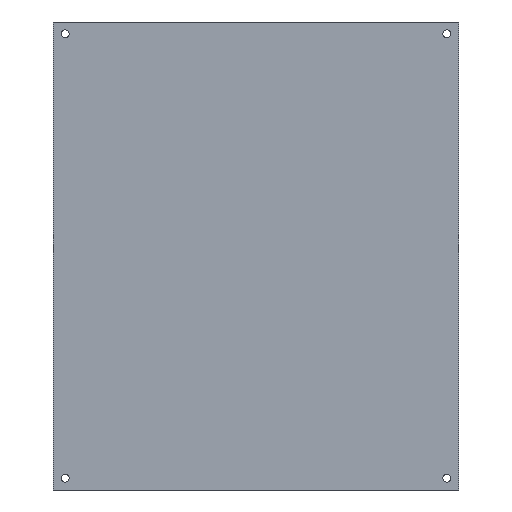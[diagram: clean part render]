
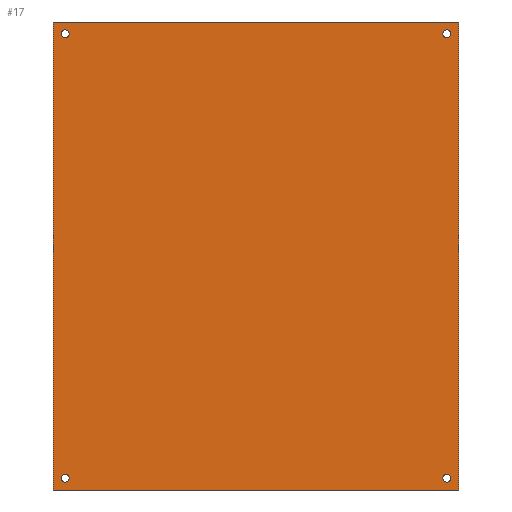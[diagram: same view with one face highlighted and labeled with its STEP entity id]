
A CAD part, front view. The second image highlights one B-rep face of the part: STEP entity #17.
In plain terms, the highlighted planar face has unit normal (0, -1, 0).
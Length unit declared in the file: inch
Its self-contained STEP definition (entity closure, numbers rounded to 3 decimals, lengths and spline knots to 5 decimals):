
#17 = ADVANCED_FACE ( 'NONE', ( #300, #302, #279, #301, #296 ), #55, .T. ) ;
#27 = CARTESIAN_POINT ( 'NONE',  ( 6.115, -0.1, -7. ) ) ;
#35 = CARTESIAN_POINT ( 'NONE',  ( -6.115, -0.1, -7.25 ) ) ;
#39 = CARTESIAN_POINT ( 'NONE',  ( -6.5, -0.1, 7.5 ) ) ;
#40 = CARTESIAN_POINT ( 'NONE',  ( 6.5, -0.1, -7.5 ) ) ;
#41 = CARTESIAN_POINT ( 'NONE',  ( -6.115, -0.1, -7. ) ) ;
#42 = CARTESIAN_POINT ( 'NONE',  ( 6.115, -0.1, 7.25 ) ) ;
#47 = CARTESIAN_POINT ( 'NONE',  ( -6.5, -0.1, -7.5 ) ) ;
#49 = DIRECTION ( 'NONE',  ( 0., 0., -1. ) ) ;
#50 = DIRECTION ( 'NONE',  ( 0., 1., 0. ) ) ;
#51 = CARTESIAN_POINT ( 'NONE',  ( 6.115, -0.1, 7. ) ) ;
#53 = CARTESIAN_POINT ( 'NONE',  ( 6.5, -0.1, 7.5 ) ) ;
#54 = DIRECTION ( 'NONE',  ( 0., 1., 0. ) ) ;
#55 = PLANE ( 'NONE',  #506 ) ;
#64 = DIRECTION ( 'NONE',  ( 0., -1., 0. ) ) ;
#89 = CARTESIAN_POINT ( 'NONE',  ( 6.115, -0.1, 7.125 ) ) ;
#90 = CARTESIAN_POINT ( 'NONE',  ( -6.115, -0.1, 7. ) ) ;
#104 = CARTESIAN_POINT ( 'NONE',  ( 6.115, -0.1, -7.25 ) ) ;
#106 = CARTESIAN_POINT ( 'NONE',  ( 6.5, -0.1, 7.5 ) ) ;
#109 = CARTESIAN_POINT ( 'NONE',  ( -6.115, -0.1, 7.25 ) ) ;
#112 = CARTESIAN_POINT ( 'NONE',  ( 6.5, -0.1, 7.5 ) ) ;
#113 = DIRECTION ( 'NONE',  ( 0., 0., 1. ) ) ;
#114 = DIRECTION ( 'NONE',  ( 1., 0., 0. ) ) ;
#116 = DIRECTION ( 'NONE',  ( 0., 0., -1. ) ) ;
#119 = CARTESIAN_POINT ( 'NONE',  ( 6.5, -0.1, -7.5 ) ) ;
#134 = CARTESIAN_POINT ( 'NONE',  ( -6.115, -0.1, -7.125 ) ) ;
#135 = DIRECTION ( 'NONE',  ( 0., 1., 0. ) ) ;
#136 = DIRECTION ( 'NONE',  ( 0., 0., 1. ) ) ;
#144 = CARTESIAN_POINT ( 'NONE',  ( 6.115, -0.1, -7.125 ) ) ;
#147 = DIRECTION ( 'NONE',  ( 0., 0., 1. ) ) ;
#152 = ORIENTED_EDGE ( 'NONE', *, *, #456, .F. ) ;
#156 = ORIENTED_EDGE ( 'NONE', *, *, #483, .T. ) ;
#157 = VERTEX_POINT ( 'NONE', #42 ) ;
#159 = ORIENTED_EDGE ( 'NONE', *, *, #482, .F. ) ;
#160 = ORIENTED_EDGE ( 'NONE', *, *, #462, .T. ) ;
#163 = ORIENTED_EDGE ( 'NONE', *, *, #480, .F. ) ;
#164 = VERTEX_POINT ( 'NONE', #51 ) ;
#167 = ORIENTED_EDGE ( 'NONE', *, *, #453, .F. ) ;
#168 = ORIENTED_EDGE ( 'NONE', *, *, #478, .T. ) ;
#169 = VERTEX_POINT ( 'NONE', #47 ) ;
#173 = VERTEX_POINT ( 'NONE', #40 ) ;
#181 = VERTEX_POINT ( 'NONE', #39 ) ;
#190 = EDGE_LOOP ( 'NONE', ( #224, #215 ) ) ;
#193 = VERTEX_POINT ( 'NONE', #35 ) ;
#196 = ORIENTED_EDGE ( 'NONE', *, *, #477, .T. ) ;
#198 = EDGE_LOOP ( 'NONE', ( #168, #205 ) ) ;
#202 = EDGE_LOOP ( 'NONE', ( #196, #210 ) ) ;
#205 = ORIENTED_EDGE ( 'NONE', *, *, #471, .T. ) ;
#207 = VERTEX_POINT ( 'NONE', #41 ) ;
#210 = ORIENTED_EDGE ( 'NONE', *, *, #467, .T. ) ;
#213 = EDGE_LOOP ( 'NONE', ( #152, #167, #163, #159 ) ) ;
#215 = ORIENTED_EDGE ( 'NONE', *, *, #475, .T. ) ;
#218 = EDGE_LOOP ( 'NONE', ( #156, #160 ) ) ;
#221 = VERTEX_POINT ( 'NONE', #90 ) ;
#224 = ORIENTED_EDGE ( 'NONE', *, *, #476, .T. ) ;
#226 = VERTEX_POINT ( 'NONE', #106 ) ;
#239 = VERTEX_POINT ( 'NONE', #104 ) ;
#248 = VERTEX_POINT ( 'NONE', #109 ) ;
#257 = VERTEX_POINT ( 'NONE', #27 ) ;
#279 = FACE_BOUND ( 'NONE', #202, .T. ) ;
#296 = FACE_OUTER_BOUND ( 'NONE', #213, .T. ) ;
#300 = FACE_BOUND ( 'NONE', #190, .T. ) ;
#301 = FACE_BOUND ( 'NONE', #218, .T. ) ;
#302 = FACE_BOUND ( 'NONE', #198, .T. ) ;
#306 = LINE ( 'NONE', #112, #308 ) ;
#308 = VECTOR ( 'NONE', #114, 39.37008 ) ;
#309 = LINE ( 'NONE', #119, #313 ) ;
#313 = VECTOR ( 'NONE', #116, 39.37008 ) ;
#322 = CIRCLE ( 'NONE', #507, 0.125 ) ;
#330 = CIRCLE ( 'NONE', #366, 0.125 ) ;
#336 = CIRCLE ( 'NONE', #368, 0.125 ) ;
#341 = CIRCLE ( 'NONE', #371, 0.125 ) ;
#342 = CIRCLE ( 'NONE', #370, 0.125 ) ;
#344 = LINE ( 'NONE', #397, #350 ) ;
#345 = CIRCLE ( 'NONE', #372, 0.125 ) ;
#346 = CIRCLE ( 'NONE', #373, 0.125 ) ;
#350 = VECTOR ( 'NONE', #394, 39.37008 ) ;
#351 = LINE ( 'NONE', #417, #354 ) ;
#353 = CIRCLE ( 'NONE', #374, 0.125 ) ;
#354 = VECTOR ( 'NONE', #416, 39.37008 ) ;
#366 = AXIS2_PLACEMENT_3D ( 'NONE', #144, #54, #147 ) ;
#368 = AXIS2_PLACEMENT_3D ( 'NONE', #89, #50, #113 ) ;
#370 = AXIS2_PLACEMENT_3D ( 'NONE', #392, #406, #407 ) ;
#371 = AXIS2_PLACEMENT_3D ( 'NONE', #408, #405, #404 ) ;
#372 = AXIS2_PLACEMENT_3D ( 'NONE', #403, #401, #400 ) ;
#373 = AXIS2_PLACEMENT_3D ( 'NONE', #402, #399, #396 ) ;
#374 = AXIS2_PLACEMENT_3D ( 'NONE', #411, #410, #444 ) ;
#392 = CARTESIAN_POINT ( 'NONE',  ( -6.115, -0.1, 7.125 ) ) ;
#394 = DIRECTION ( 'NONE',  ( 0., 0., 1. ) ) ;
#396 = DIRECTION ( 'NONE',  ( 0., 0., 1. ) ) ;
#397 = CARTESIAN_POINT ( 'NONE',  ( -6.5, -0.1, -7.5 ) ) ;
#399 = DIRECTION ( 'NONE',  ( 0., 1., 0. ) ) ;
#400 = DIRECTION ( 'NONE',  ( 0., 0., 1. ) ) ;
#401 = DIRECTION ( 'NONE',  ( 0., 1., 0. ) ) ;
#402 = CARTESIAN_POINT ( 'NONE',  ( 6.115, -0.1, 7.125 ) ) ;
#403 = CARTESIAN_POINT ( 'NONE',  ( 6.115, -0.1, -7.125 ) ) ;
#404 = DIRECTION ( 'NONE',  ( 0., 0., 1. ) ) ;
#405 = DIRECTION ( 'NONE',  ( 0., 1., 0. ) ) ;
#406 = DIRECTION ( 'NONE',  ( 0., 1., 0. ) ) ;
#407 = DIRECTION ( 'NONE',  ( 0., 0., 1. ) ) ;
#408 = CARTESIAN_POINT ( 'NONE',  ( -6.115, -0.1, 7.125 ) ) ;
#410 = DIRECTION ( 'NONE',  ( 0., 1., 0. ) ) ;
#411 = CARTESIAN_POINT ( 'NONE',  ( -6.115, -0.1, -7.125 ) ) ;
#416 = DIRECTION ( 'NONE',  ( -1., 0., 0. ) ) ;
#417 = CARTESIAN_POINT ( 'NONE',  ( 6.5, -0.1, -7.5 ) ) ;
#444 = DIRECTION ( 'NONE',  ( 0., 0., 1. ) ) ;
#453 = EDGE_CURVE ( 'NONE', #181, #226, #306, .T. ) ;
#456 = EDGE_CURVE ( 'NONE', #226, #173, #309, .T. ) ;
#462 = EDGE_CURVE ( 'NONE', #193, #207, #322, .T. ) ;
#467 = EDGE_CURVE ( 'NONE', #239, #257, #330, .T. ) ;
#471 = EDGE_CURVE ( 'NONE', #164, #157, #336, .T. ) ;
#475 = EDGE_CURVE ( 'NONE', #221, #248, #342, .T. ) ;
#476 = EDGE_CURVE ( 'NONE', #248, #221, #341, .T. ) ;
#477 = EDGE_CURVE ( 'NONE', #257, #239, #345, .T. ) ;
#478 = EDGE_CURVE ( 'NONE', #157, #164, #346, .T. ) ;
#480 = EDGE_CURVE ( 'NONE', #169, #181, #344, .T. ) ;
#482 = EDGE_CURVE ( 'NONE', #173, #169, #351, .T. ) ;
#483 = EDGE_CURVE ( 'NONE', #207, #193, #353, .T. ) ;
#506 = AXIS2_PLACEMENT_3D ( 'NONE', #53, #64, #49 ) ;
#507 = AXIS2_PLACEMENT_3D ( 'NONE', #134, #135, #136 ) ;
